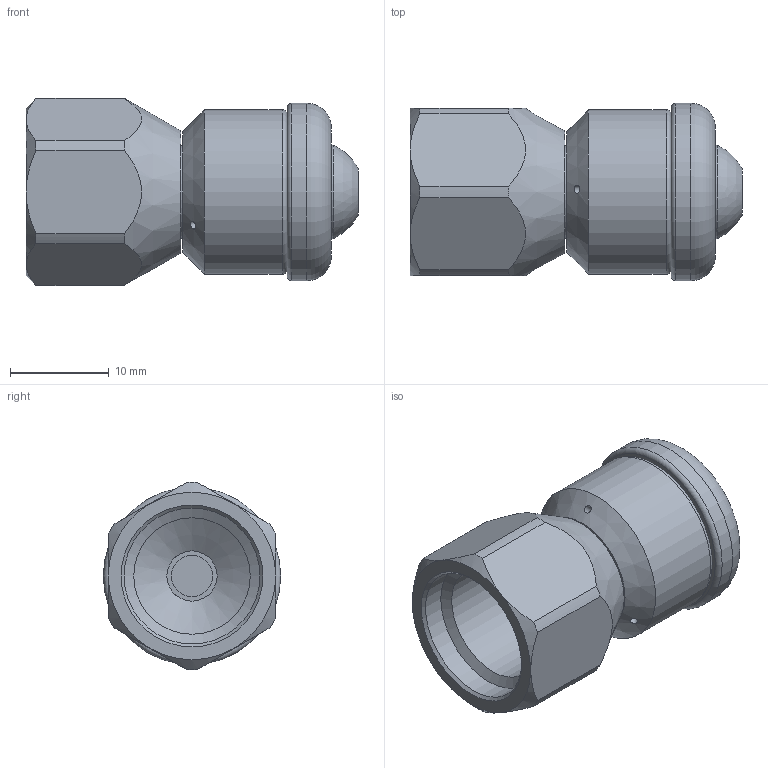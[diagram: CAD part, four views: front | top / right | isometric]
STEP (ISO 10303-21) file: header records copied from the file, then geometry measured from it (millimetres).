
FILE_DESCRIPTION(/* description */ ('Unknown'),/* implementation_level */ '2;1');
FILE_NAME(/* name */ '200049800',/* time_stamp */ '2021-02-17T15:17:39+01:00',/* author */ ('Unknown'),/* organization */ ('Unknown'),/* preprocessor_version */ 'ST-DEVELOPER v16.7',/* originating_system */ 'Solid Edge',/* authorisation */ 'Unknown');
FILE_SCHEMA (('AUTOMOTIVE_DESIGN {1 0 10303 214 3 1 1}'));
Length unit declared in the file: millimetre
Products named in the file (1): Part1
Bounding box: 33.7 x 18 x 19 mm (x, y, z)
Volume: 4743.3 mm3; surface area: 3558.4 mm2
Topology: 1 solids, 1 shells, 64 faces, 161 edges, 104 vertices
Faces by surface type: plane 23, cylinder 23, cone 14, torus 3, sphere 1
Full cylindrical faces by diameter (mm): 0.8 x3, 3 x2, 4.2 x1, 5.1 x1, 7.5 x1, 9.4 x3, 9.5 x1, 11.82 x1, 12.3 x1, 13.8 x1, 16.7 x1, 18 x1
Entity records: 2255 total; most frequent: CARTESIAN_POINT 499, DIRECTION 254, ORIENTED_EDGE 222, AXIS2_PLACEMENT_3D 115, FACE_BOUND 113, EDGE_LOOP 112, EDGE_CURVE 111, VERTEX_POINT 88
